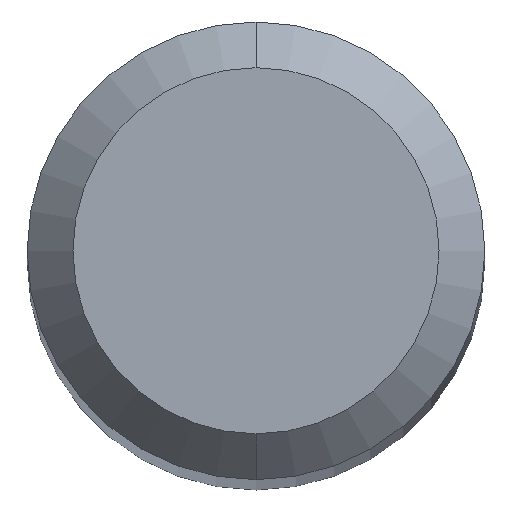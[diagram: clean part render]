
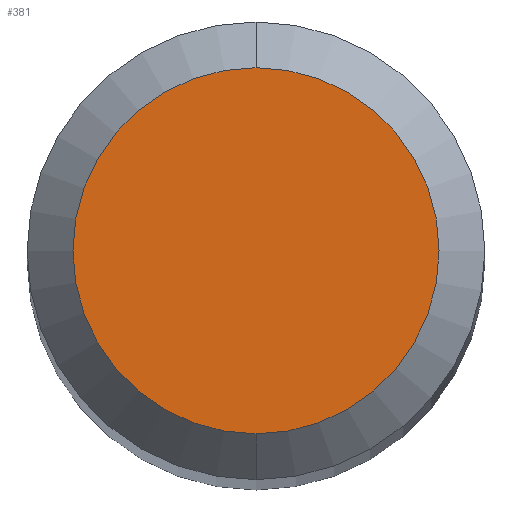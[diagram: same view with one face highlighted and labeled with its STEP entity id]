
A CAD part, top view. The second image highlights one B-rep face of the part: STEP entity #381.
In plain terms, the highlighted planar face has unit normal (0, 0, 1).
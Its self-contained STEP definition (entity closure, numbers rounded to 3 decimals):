
#185=VERTEX_POINT('',#477);
#347=VERTEX_POINT('',#660);
#381=ADVANCED_FACE('',(#695),#696,.T.);
#425=EDGE_CURVE('',#347,#185,#744,.T.);
#433=EDGE_CURVE('',#185,#347,#752,.T.);
#477=CARTESIAN_POINT('',(0.,-1.2,0.0));
#660=CARTESIAN_POINT('',(0.0,1.2,0.0));
#695=FACE_OUTER_BOUND('',#1261,.T.);
#696=PLANE('',#1262);
#744=CIRCLE('',#1360,1.2);
#752=CIRCLE('',#1371,1.2);
#1261=EDGE_LOOP('',(#1643,#1644));
#1262=AXIS2_PLACEMENT_3D('',#1645,#1646,#1647);
#1360=AXIS2_PLACEMENT_3D('',#1703,#1704,#1705);
#1371=AXIS2_PLACEMENT_3D('',#1712,#1713,#1714);
#1643=ORIENTED_EDGE('',*,*,#425,.F.);
#1644=ORIENTED_EDGE('',*,*,#433,.F.);
#1645=CARTESIAN_POINT('',(0.0,0.6,0.0));
#1646=DIRECTION('',(-0.0,0.0,1.0));
#1647=DIRECTION('',(0.0,-1.0,0.0));
#1703=CARTESIAN_POINT('',(0.0,0.0,0.0));
#1704=DIRECTION('',(0.0,0.0,-1.0));
#1705=DIRECTION('',(0.0,1.0,0.0));
#1712=CARTESIAN_POINT('',(0.0,0.0,0.0));
#1713=DIRECTION('',(0.0,0.0,-1.0));
#1714=DIRECTION('',(0.0,1.0,0.0));
